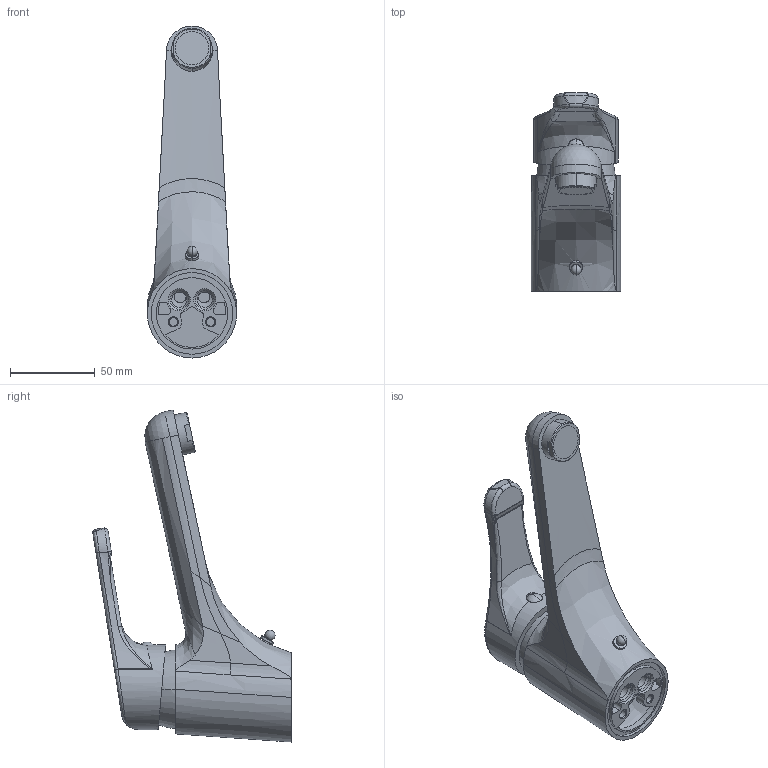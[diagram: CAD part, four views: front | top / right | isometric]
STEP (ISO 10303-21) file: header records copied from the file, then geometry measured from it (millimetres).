
FILE_DESCRIPTION((''),'2;1');
FILE_NAME('NT081CR','2021-11-10T10:59:13',('ut3'),('PAFFONI SpA'),'CREO PARAMETRIC BY PTC INC, 2020044','CREO PARAMETRIC BY PTC INC, 2020044','');
FILE_SCHEMA(('CONFIG_CONTROL_DESIGN','SHAPE_APPEARANCE_LAYERS_GROUPS'));
Length unit declared in the file: millimetre
Products named in the file (1): NT081CR
Bounding box: 52.5 x 116.74 x 195.42 mm (x, y, z)
Volume: 185397.6 mm3; surface area: 72180.6 mm2
Topology: 1 solids, 1 shells, 283 faces, 702 edges, 435 vertices
Faces by surface type: bspline 100, cylinder 83, plane 53, cone 30, sphere 11, torus 6
Entity records: 17402 total; most frequent: CARTESIAN_POINT 9396, ORIENTED_EDGE 1386, DIRECTION 1003, EDGE_CURVE 693, VERTEX_POINT 435, AXIS2_PLACEMENT_3D 409, EDGE_LOOP 316, FACE_OUTER_BOUND 283
